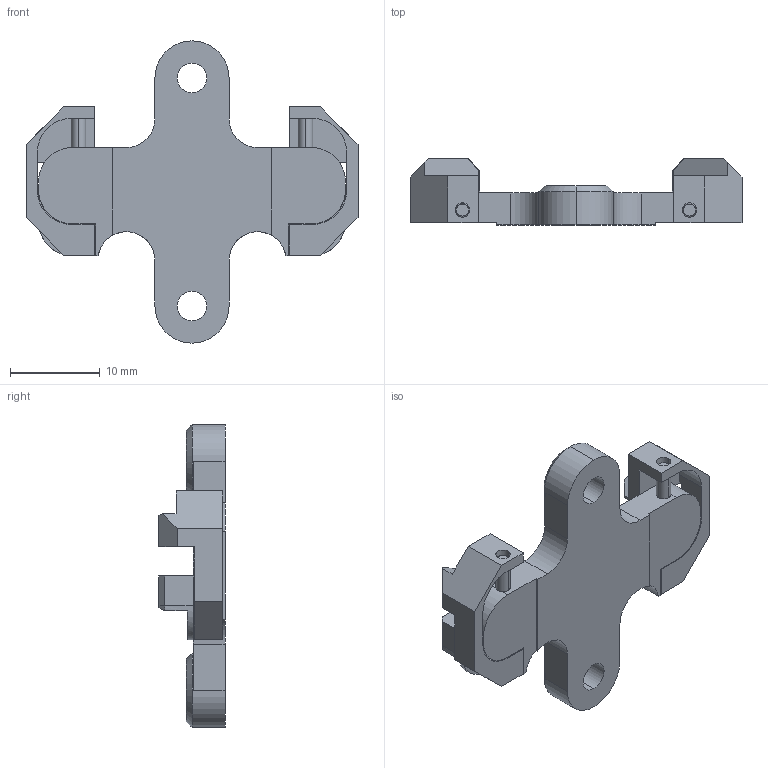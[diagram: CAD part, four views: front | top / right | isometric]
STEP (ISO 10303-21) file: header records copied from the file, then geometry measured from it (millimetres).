
FILE_DESCRIPTION (( 'STEP AP214' ), '1' );
FILE_NAME ('19252-E0W.STEP', '2023-06-14T21:10:05', ( '' ), ( '' ), 'SwSTEP 2.0', 'SolidWorks 2022', '' );
FILE_SCHEMA (( 'AUTOMOTIVE_DESIGN' ));
Length unit declared in the file: millimetre
Products named in the file (1): 19252-E0W
Bounding box: 36.96 x 7.37 x 33.66 mm (x, y, z)
Volume: 2229.1 mm3; surface area: 2968.9 mm2
Topology: 7 solids, 7 shells, 390 faces, 1069 edges, 706 vertices
Faces by surface type: plane 218, cylinder 104, bspline 54, cone 10, torus 4
Entity records: 24453 total; most frequent: CARTESIAN_POINT 10762, ORIENTED_EDGE 2138, DIRECTION 1635, EDGE_CURVE 1069, VERTEX_POINT 706, LINE 701, VECTOR 701, AXIS2_PLACEMENT_3D 467
